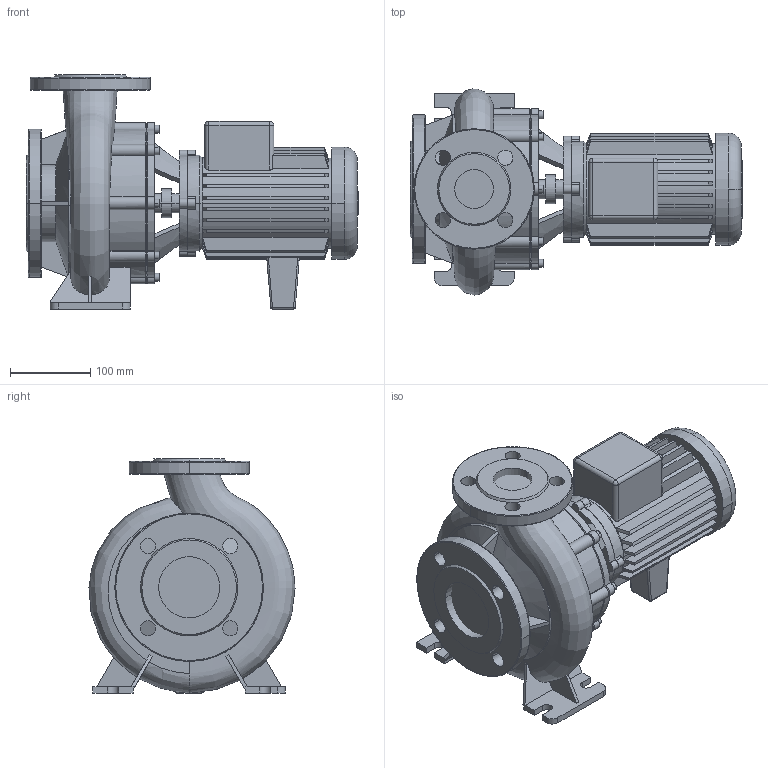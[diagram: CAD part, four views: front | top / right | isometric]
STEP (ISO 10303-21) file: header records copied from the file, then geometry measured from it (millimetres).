
FILE_DESCRIPTION((''),'2;1');
FILE_NAME('3d_BM40_170-0_75_4-2096579.stp','2011-01-26T14:44:26',(''),(''),'Mechanical Desktop 2008','Mechanical Desktop 2008',', , ');
FILE_SCHEMA(('CONFIG_CONTROL_DESIGN'));
Length unit declared in the file: millimetre
Products named in the file (1): Product
Bounding box: 414 x 256.97 x 292 mm (x, y, z)
Volume: 8449406.5 mm3; surface area: 683436.8 mm2
Topology: 11 solids, 11 shells, 613 faces, 1567 edges, 1004 vertices
Faces by surface type: plane 281, bspline 154, cylinder 124, cone 44, sphere 8, torus 2
Entity records: 26161 total; most frequent: CARTESIAN_POINT 11941, ORIENTED_EDGE 3118, DIRECTION 2688, EDGE_CURVE 1559, VERTEX_POINT 1004, AXIS2_PLACEMENT_3D 915, VECTOR 858, LINE 858
